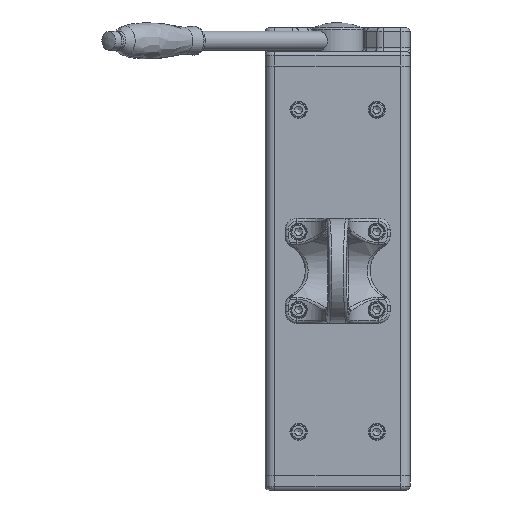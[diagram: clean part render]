
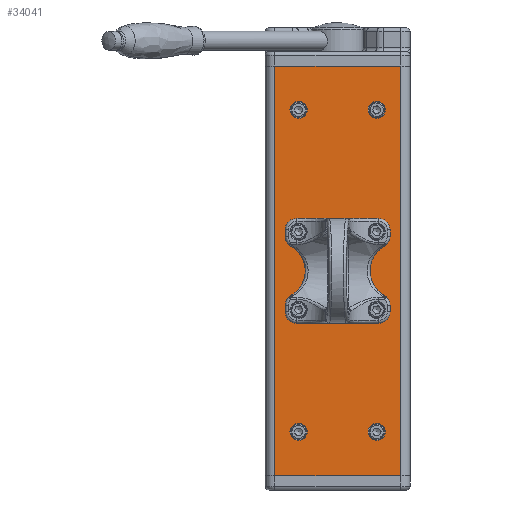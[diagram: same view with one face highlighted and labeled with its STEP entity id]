
A CAD part, front view. The second image highlights one B-rep face of the part: STEP entity #34041.
In plain terms, the highlighted planar face has unit normal (0, -1, 0).
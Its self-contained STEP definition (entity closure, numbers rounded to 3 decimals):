
#1454=FACE_BOUND('',#6447,.T.);
#1455=FACE_BOUND('',#6448,.T.);
#1456=FACE_BOUND('',#6449,.T.);
#1457=FACE_BOUND('',#6450,.T.);
#1458=FACE_BOUND('',#6451,.T.);
#1459=FACE_BOUND('',#6452,.T.);
#1460=FACE_BOUND('',#6453,.T.);
#1461=FACE_BOUND('',#6454,.T.);
#2327=PLANE('',#37276);
#4057=FACE_OUTER_BOUND('',#6446,.T.);
#6446=EDGE_LOOP('',(#28406,#28407,#28408,#28409));
#6447=EDGE_LOOP('',(#28410));
#6448=EDGE_LOOP('',(#28411));
#6449=EDGE_LOOP('',(#28412));
#6450=EDGE_LOOP('',(#28413));
#6451=EDGE_LOOP('',(#28414));
#6452=EDGE_LOOP('',(#28415));
#6453=EDGE_LOOP('',(#28416));
#6454=EDGE_LOOP('',(#28417));
#9206=LINE('',#59761,#11958);
#9215=LINE('',#59781,#11967);
#9230=LINE('',#59845,#11982);
#9231=LINE('',#59846,#11983);
#11958=VECTOR('',#45071,1000.);
#11967=VECTOR('',#45086,1000.);
#11982=VECTOR('',#45157,1000.);
#11983=VECTOR('',#45158,1000.);
#13818=CIRCLE('',#37277,9.);
#13819=CIRCLE('',#37278,5.75);
#13820=CIRCLE('',#37279,9.);
#13821=CIRCLE('',#37280,5.75);
#13822=CIRCLE('',#37281,9.);
#13823=CIRCLE('',#37282,5.75);
#13824=CIRCLE('',#37283,9.);
#13825=CIRCLE('',#37284,5.75);
#16419=VERTEX_POINT('',#59758);
#16420=VERTEX_POINT('',#59760);
#16427=VERTEX_POINT('',#59779);
#16428=VERTEX_POINT('',#59780);
#16450=VERTEX_POINT('',#59847);
#16451=VERTEX_POINT('',#59849);
#16452=VERTEX_POINT('',#59851);
#16453=VERTEX_POINT('',#59853);
#16454=VERTEX_POINT('',#59855);
#16455=VERTEX_POINT('',#59857);
#16456=VERTEX_POINT('',#59859);
#16457=VERTEX_POINT('',#59861);
#20551=EDGE_CURVE('',#16419,#16420,#9206,.T.);
#20561=EDGE_CURVE('',#16427,#16428,#9215,.T.);
#20594=EDGE_CURVE('',#16419,#16427,#9230,.T.);
#20595=EDGE_CURVE('',#16428,#16420,#9231,.T.);
#20596=EDGE_CURVE('',#16450,#16450,#13818,.T.);
#20597=EDGE_CURVE('',#16451,#16451,#13819,.T.);
#20598=EDGE_CURVE('',#16452,#16452,#13820,.T.);
#20599=EDGE_CURVE('',#16453,#16453,#13821,.T.);
#20600=EDGE_CURVE('',#16454,#16454,#13822,.T.);
#20601=EDGE_CURVE('',#16455,#16455,#13823,.T.);
#20602=EDGE_CURVE('',#16456,#16456,#13824,.T.);
#20603=EDGE_CURVE('',#16457,#16457,#13825,.T.);
#28406=ORIENTED_EDGE('',*,*,#20594,.T.);
#28407=ORIENTED_EDGE('',*,*,#20561,.T.);
#28408=ORIENTED_EDGE('',*,*,#20595,.T.);
#28409=ORIENTED_EDGE('',*,*,#20551,.F.);
#28410=ORIENTED_EDGE('',*,*,#20596,.T.);
#28411=ORIENTED_EDGE('',*,*,#20597,.T.);
#28412=ORIENTED_EDGE('',*,*,#20598,.T.);
#28413=ORIENTED_EDGE('',*,*,#20599,.T.);
#28414=ORIENTED_EDGE('',*,*,#20600,.T.);
#28415=ORIENTED_EDGE('',*,*,#20601,.T.);
#28416=ORIENTED_EDGE('',*,*,#20602,.T.);
#28417=ORIENTED_EDGE('',*,*,#20603,.T.);
#34041=ADVANCED_FACE('',(#4057,#1454,#1455,#1456,#1457,#1458,#1459,#1460,
#1461),#2327,.T.);
#37276=AXIS2_PLACEMENT_3D('',#59844,#45155,#45156);
#37277=AXIS2_PLACEMENT_3D('',#59848,#45159,#45160);
#37278=AXIS2_PLACEMENT_3D('',#59850,#45161,#45162);
#37279=AXIS2_PLACEMENT_3D('',#59852,#45163,#45164);
#37280=AXIS2_PLACEMENT_3D('',#59854,#45165,#45166);
#37281=AXIS2_PLACEMENT_3D('',#59856,#45167,#45168);
#37282=AXIS2_PLACEMENT_3D('',#59858,#45169,#45170);
#37283=AXIS2_PLACEMENT_3D('',#59860,#45171,#45172);
#37284=AXIS2_PLACEMENT_3D('',#59862,#45173,#45174);
#45071=DIRECTION('',(1.,0.,0.));
#45086=DIRECTION('',(1.,0.,0.));
#45155=DIRECTION('center_axis',(0.,-1.,0.));
#45156=DIRECTION('ref_axis',(1.,0.,0.));
#45157=DIRECTION('',(0.,0.,-1.));
#45158=DIRECTION('',(0.,0.,1.));
#45159=DIRECTION('center_axis',(0.,1.,0.));
#45160=DIRECTION('ref_axis',(0.,0.,
1.));
#45161=DIRECTION('center_axis',(0.,1.,0.));
#45162=DIRECTION('ref_axis',(0.,0.,
1.));
#45163=DIRECTION('center_axis',(0.,1.,0.));
#45164=DIRECTION('ref_axis',(0.,0.,
1.));
#45165=DIRECTION('center_axis',(0.,1.,0.));
#45166=DIRECTION('ref_axis',(0.,0.,
1.));
#45167=DIRECTION('center_axis',(0.,1.,0.));
#45168=DIRECTION('ref_axis',(0.,0.,
1.));
#45169=DIRECTION('center_axis',(0.,1.,0.));
#45170=DIRECTION('ref_axis',(0.,0.,
1.));
#45171=DIRECTION('center_axis',(0.,1.,0.));
#45172=DIRECTION('ref_axis',(0.,0.,
1.));
#45173=DIRECTION('center_axis',(0.,1.,0.));
#45174=DIRECTION('ref_axis',(0.,0.,
1.));
#59758=CARTESIAN_POINT('',(-66.,-64.,215.));
#59760=CARTESIAN_POINT('',(66.,-64.,215.));
#59761=CARTESIAN_POINT('',(0.,-64.,215.));
#59779=CARTESIAN_POINT('',(-66.,-64.,-215.));
#59780=CARTESIAN_POINT('',(66.,-64.,-215.));
#59781=CARTESIAN_POINT('',(0.,-64.,-215.));
#59844=CARTESIAN_POINT('Origin',(-76.,-64.,0.));
#59845=CARTESIAN_POINT('',(-66.,-64.,0.));
#59846=CARTESIAN_POINT('',(66.,-64.,0.));
#59847=CARTESIAN_POINT('',(41.,-64.,160.));
#59848=CARTESIAN_POINT('Origin',(41.,-64.,169.));
#59849=CARTESIAN_POINT('',(41.,-64.,-46.75));
#59850=CARTESIAN_POINT('Origin',(41.,-64.,-41.));
#59851=CARTESIAN_POINT('',(-41.,-64.,-178.));
#59852=CARTESIAN_POINT('Origin',(-41.,-64.,-169.));
#59853=CARTESIAN_POINT('',(-41.,-64.,35.25));
#59854=CARTESIAN_POINT('Origin',(-41.,-64.,41.));
#59855=CARTESIAN_POINT('',(-41.,-64.,160.));
#59856=CARTESIAN_POINT('Origin',(-41.,-64.,169.));
#59857=CARTESIAN_POINT('',(-41.,-64.,-46.75));
#59858=CARTESIAN_POINT('Origin',(-41.,-64.,-41.));
#59859=CARTESIAN_POINT('',(41.,-64.,-178.));
#59860=CARTESIAN_POINT('Origin',(41.,-64.,-169.));
#59861=CARTESIAN_POINT('',(41.,-64.,35.25));
#59862=CARTESIAN_POINT('Origin',(41.,-64.,41.));
